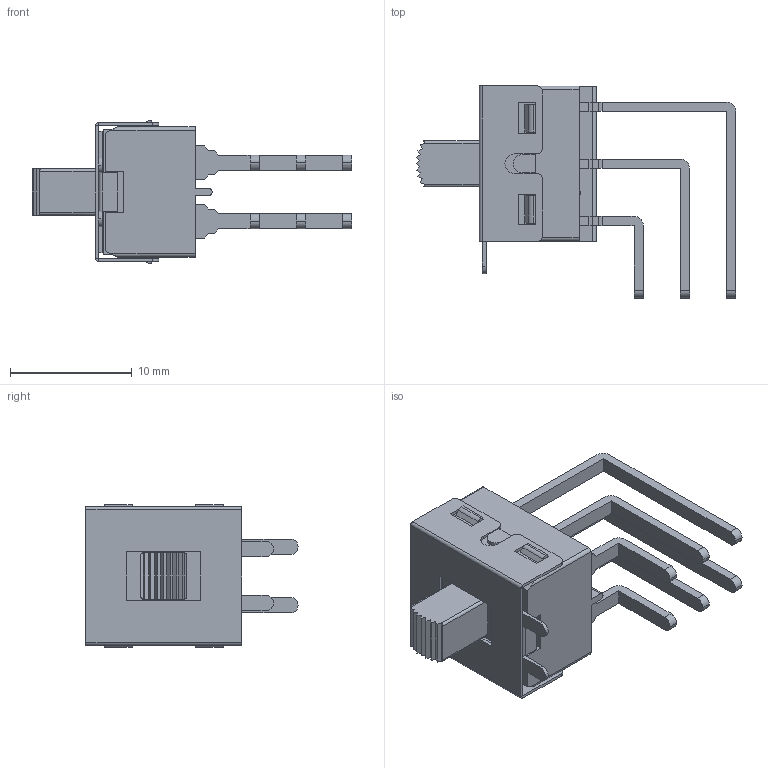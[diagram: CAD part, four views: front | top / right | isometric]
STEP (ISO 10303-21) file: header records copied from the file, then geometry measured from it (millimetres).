
FILE_DESCRIPTION((''),'2;1');
FILE_NAME('4M1-SDP1-S12-M7RE_ASM','2016-05-31T',('adamlydecker'),(''),'CREO PARAMETRIC BY PTC INC, 2015480','CREO PARAMETRIC BY PTC INC, 2015480','');
FILE_SCHEMA(('AUTOMOTIVE_DESIGN { 1 0 10303 214 1 1 1 1 }'));
Length unit declared in the file: inch
Products named in the file (8): CA004; SL048; WHO378; WTE018-5M7; WTE019-5M7; WTE038-5M7; WSU008; 4M1-SDP1-S12-M7RE_ASM
Assembly tree (10 placements, depth 2):
  4M1-SDP1-S12-M7RE_ASM
    CA004
    SL048
    WHO378
    WTE018-5M7  x2
    WTE019-5M7  x2
    WTE038-5M7  x2
    WSU008
Bounding box: 26.3 x 17.45 x 11.7 mm (x, y, z)
Volume: 860.6 mm3; surface area: 2744.2 mm2
Topology: 10 solids, 10 shells, 446 faces, 1204 edges, 792 vertices
Faces by surface type: plane 358, cylinder 80, bspline 8
Entity records: 16985 total; most frequent: CARTESIAN_POINT 2311, ORIENTED_EDGE 1976, DIRECTION 1878, PRESENTATION_STYLE_ASSIGNMENT 995, STYLED_ITEM 995, CURVE_STYLE 988, EDGE_CURVE 988, VECTOR 838
